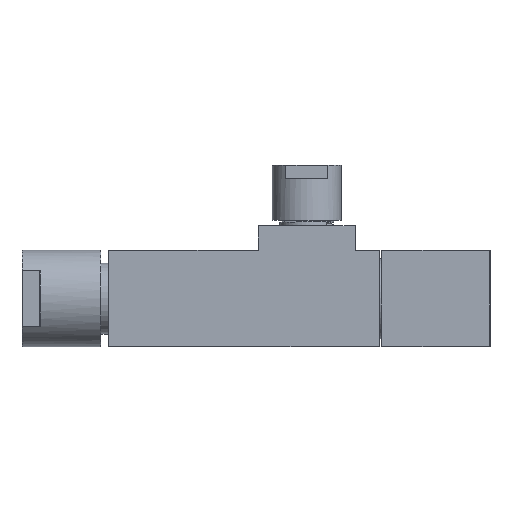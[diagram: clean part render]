
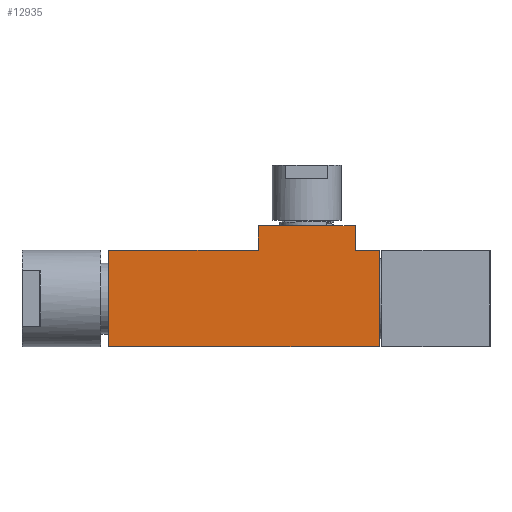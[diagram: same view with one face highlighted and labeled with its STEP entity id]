
A CAD part, top view. The second image highlights one B-rep face of the part: STEP entity #12935.
In plain terms, the highlighted planar face has unit normal (0, 0, 1).
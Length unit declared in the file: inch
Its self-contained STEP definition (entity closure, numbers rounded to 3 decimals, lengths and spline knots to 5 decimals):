
#8874=DIRECTION('',(0.,1.,0.));
#8875=VECTOR('',#8874,0.25);
#8876=CARTESIAN_POINT('',(-0.5,0.5,0.5));
#8877=LINE('',#8876,#8875);
#8902=DIRECTION('',(-1.,0.,0.));
#8903=VECTOR('',#8902,1.55);
#8904=CARTESIAN_POINT('',(-0.5,0.5,0.5));
#8905=LINE('',#8904,#8903);
#8906=DIRECTION('',(0.,1.,0.));
#8907=VECTOR('',#8906,0.25);
#8908=CARTESIAN_POINT('',(0.5,0.5,0.5));
#8909=LINE('',#8908,#8907);
#8910=DIRECTION('',(-1.,0.,0.));
#8911=VECTOR('',#8910,0.25);
#8912=CARTESIAN_POINT('',(0.75,0.5,0.5));
#8913=LINE('',#8912,#8911);
#8914=DIRECTION('',(0.,-1.,0.));
#8915=VECTOR('',#8914,1.);
#8916=CARTESIAN_POINT('',(-2.05,0.5,0.5));
#8917=LINE('',#8916,#8915);
#8918=DIRECTION('',(1.,0.,0.));
#8919=VECTOR('',#8918,1.);
#8920=CARTESIAN_POINT('',(-0.5,0.75,0.5));
#8921=LINE('',#8920,#8919);
#12347=DIRECTION('',(0.,-1.,0.));
#12348=VECTOR('',#12347,1.);
#12349=CARTESIAN_POINT('',(0.75,0.5,0.5));
#12350=LINE('',#12349,#12348);
#12381=DIRECTION('',(-1.,0.,0.));
#12382=VECTOR('',#12381,2.8);
#12383=CARTESIAN_POINT('',(0.75,-0.5,0.5));
#12384=LINE('',#12383,#12382);
#12588=CARTESIAN_POINT('',(-2.05,0.5,0.5));
#12590=VERTEX_POINT('',#12588);
#12591=CARTESIAN_POINT('',(-2.05,-0.5,0.5));
#12592=VERTEX_POINT('',#12591);
#12599=CARTESIAN_POINT('',(0.5,0.5,0.5));
#12601=VERTEX_POINT('',#12599);
#12605=CARTESIAN_POINT('',(0.75,0.5,0.5));
#12606=VERTEX_POINT('',#12605);
#12608=CARTESIAN_POINT('',(-0.5,0.5,0.5));
#12610=VERTEX_POINT('',#12608);
#12611=CARTESIAN_POINT('',(0.5,0.75,0.5));
#12612=VERTEX_POINT('',#12611);
#12615=CARTESIAN_POINT('',(-0.5,0.75,0.5));
#12616=VERTEX_POINT('',#12615);
#12617=CARTESIAN_POINT('',(0.75,-0.5,0.5));
#12618=VERTEX_POINT('',#12617);
#12917=CARTESIAN_POINT('',(-0.65,0.125,0.5));
#12918=DIRECTION('',(0.,0.,1.));
#12919=DIRECTION('',(0.,1.,0.));
#12920=AXIS2_PLACEMENT_3D('',#12917,#12918,#12919);
#12921=PLANE('',#12920);
#12922=ORIENTED_EDGE('',*,*,#12844,.F.);
#12923=ORIENTED_EDGE('',*,*,#12862,.T.);
#12925=ORIENTED_EDGE('',*,*,#12924,.T.);
#12926=ORIENTED_EDGE('',*,*,#12909,.F.);
#12927=ORIENTED_EDGE('',*,*,#12898,.F.);
#12929=ORIENTED_EDGE('',*,*,#12928,.T.);
#12931=ORIENTED_EDGE('',*,*,#12930,.T.);
#12932=ORIENTED_EDGE('',*,*,#12822,.F.);
#12933=EDGE_LOOP('',(#12922,#12923,#12925,#12926,#12927,#12929,#12931,#12932));
#12934=FACE_OUTER_BOUND('',#12933,.F.);
#12935=ADVANCED_FACE('',(#12934),#12921,.T.);
#12822=EDGE_CURVE('',#12590,#12592,#8917,.T.);
#12844=EDGE_CURVE('',#12610,#12590,#8905,.T.);
#12862=EDGE_CURVE('',#12610,#12616,#8877,.T.);
#12898=EDGE_CURVE('',#12606,#12601,#8913,.T.);
#12909=EDGE_CURVE('',#12601,#12612,#8909,.T.);
#12924=EDGE_CURVE('',#12616,#12612,#8921,.T.);
#12928=EDGE_CURVE('',#12606,#12618,#12350,.T.);
#12930=EDGE_CURVE('',#12618,#12592,#12384,.T.);
